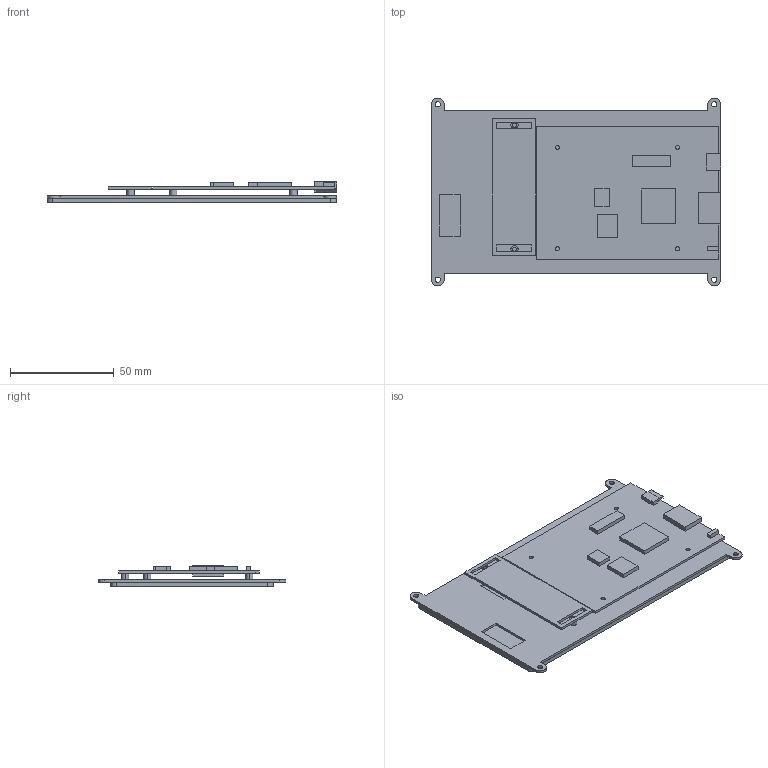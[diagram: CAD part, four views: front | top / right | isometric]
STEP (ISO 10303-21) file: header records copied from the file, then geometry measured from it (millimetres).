
FILE_DESCRIPTION (( 'STEP AP203' ), '1' );
FILE_NAME ('G01.STEP', '2022-02-22T00:28:18', ( 'User' ), ( 'china' ), 'SwSTEP 2.0', 'SolidWorks 2014', '' );
FILE_SCHEMA (( 'CONFIG_CONTROL_DESIGN' ));
Length unit declared in the file: millimetre
Products named in the file (6): 翋啣假蚾肣翐; 翋啣; 蛌諉啣; 珆尨そ; G01; 堣啣假蚾啣5
Assembly tree (10 placements, depth 2):
  G01
    堣啣假蚾啣5
    翋啣假蚾肣翐  x6
    翋啣
    蛌諉啣
    珆尨そ
Bounding box: 140.01 x 90.72 x 9.9 mm (x, y, z)
Volume: 43810.3 mm3; surface area: 60918.9 mm2
Topology: 10 solids, 10 shells, 191 faces, 468 edges, 310 vertices
Faces by surface type: plane 131, cylinder 60
Entity records: 5628 total; most frequent: CARTESIAN_POINT 847, DIRECTION 826, ORIENTED_EDGE 816, EDGE_CURVE 408, LINE 328, VECTOR 328, VERTEX_POINT 270, AXIS2_PLACEMENT_3D 249
